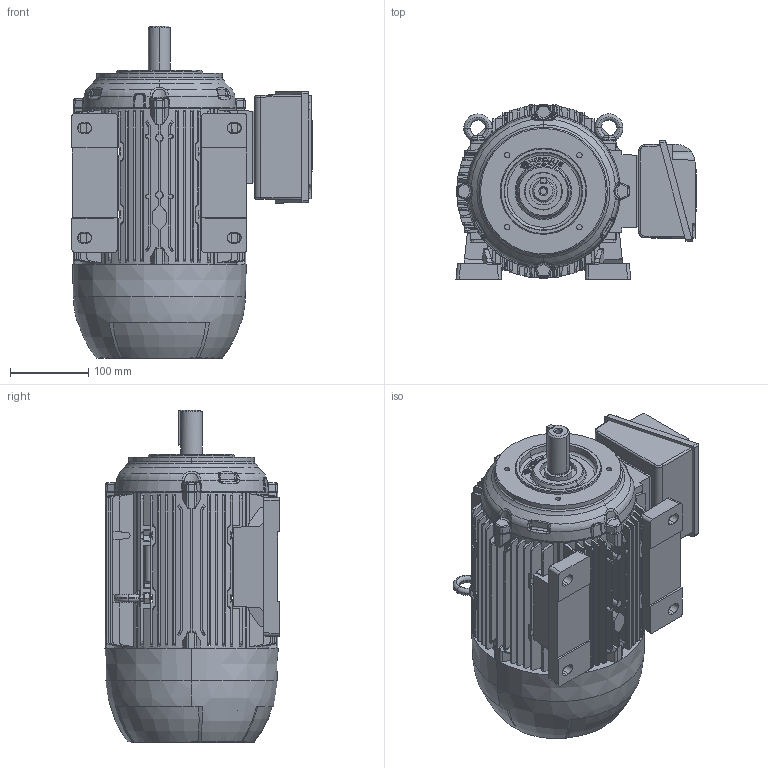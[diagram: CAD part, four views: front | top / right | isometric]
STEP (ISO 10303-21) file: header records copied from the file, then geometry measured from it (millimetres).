
FILE_DESCRIPTION (( 'STEP AP203' ), '1' );
FILE_NAME ('112L_CP_DI_LEFT.STEP', '2022-06-29T11:27:49', ( '' ), ( '' ), 'SwSTEP 2.0', 'SolidWorks 2020', '' );
FILE_SCHEMA (( 'CONFIG_CONTROL_DESIGN' ));
Length unit declared in the file: millimetre
Products named in the file (1): 112L_CP_DI_LEFT
Bounding box: 306.18 x 222.76 x 423.2 mm (x, y, z)
Surface area: 767289.5 mm2 (no closed solid volume)
Topology: 0 solids, 19 shells, 1744 faces, 5412 edges, 3677 vertices
Faces by surface type: plane 924, cylinder 367, cone 219, bspline 145, torus 80, sphere 9
Entity records: 67784 total; most frequent: CARTESIAN_POINT 23746, ORIENTED_EDGE 9644, DIRECTION 7958, EDGE_CURVE 5408, VERTEX_POINT 3677, LINE 2944, VECTOR 2944, AXIS2_PLACEMENT_3D 2507
